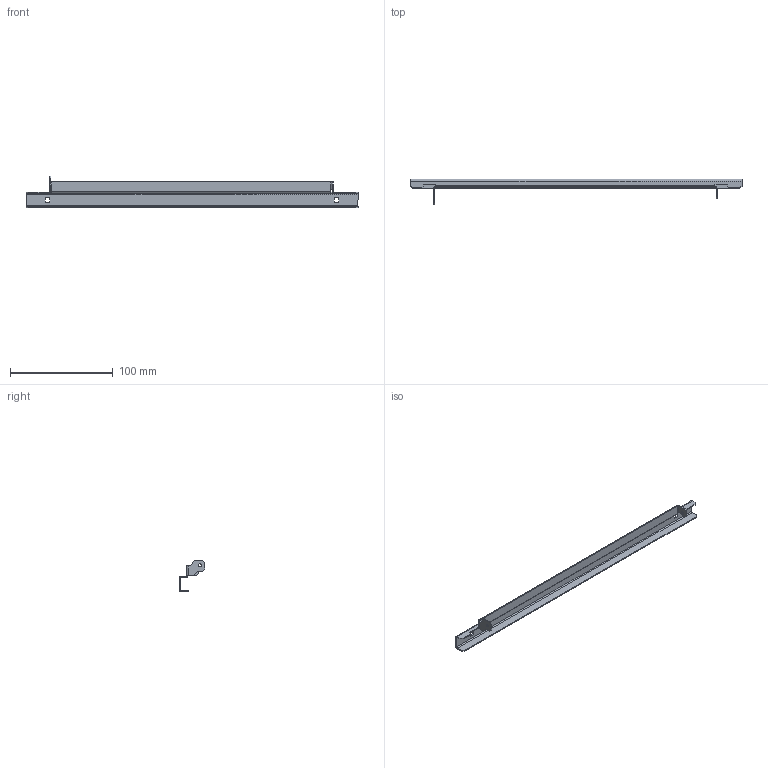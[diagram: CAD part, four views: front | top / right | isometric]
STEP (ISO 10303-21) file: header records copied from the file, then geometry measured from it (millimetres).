
FILE_DESCRIPTION (( 'STEP AP214' ), '1' );
FILE_NAME ('1844_037_rev_04.STEP', '2014-09-17T18:39:45', ( '' ), ( '' ), 'SwSTEP 2.0', 'SolidWorks 2013', '' );
FILE_SCHEMA (( 'AUTOMOTIVE_DESIGN' ));
Length unit declared in the file: millimetre
Products named in the file (1): 1844_037_rev_04
Bounding box: 322.5 x 25 x 30.5 mm (x, y, z)
Volume: 12118.6 mm3; surface area: 25085.3 mm2
Topology: 1 solids, 1 shells, 85 faces, 209 edges, 126 vertices
Faces by surface type: plane 71, cylinder 14
Entity records: 2481 total; most frequent: CARTESIAN_POINT 421, ORIENTED_EDGE 418, DIRECTION 409, EDGE_CURVE 209, LINE 181, VECTOR 181, VERTEX_POINT 126, AXIS2_PLACEMENT_3D 114
